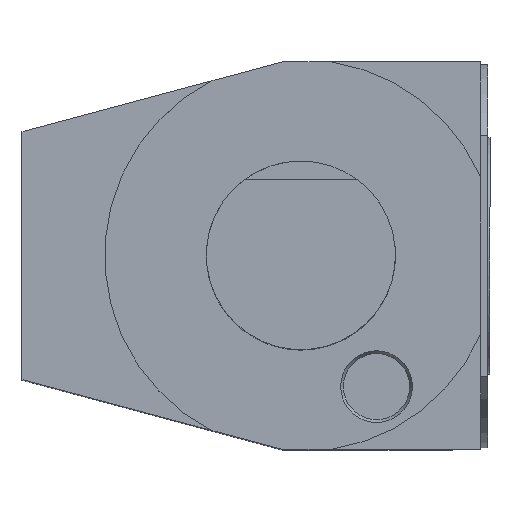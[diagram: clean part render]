
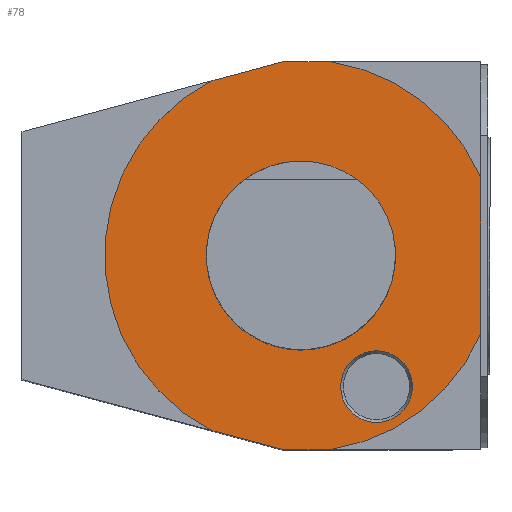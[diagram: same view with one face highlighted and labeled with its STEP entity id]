
A CAD part, top view. The second image highlights one B-rep face of the part: STEP entity #78.
In plain terms, the highlighted planar face has unit normal (0, 0, 1).
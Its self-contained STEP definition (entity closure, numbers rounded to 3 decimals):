
#78=ADVANCED_FACE('',(#248,#249,#250),#117,.F.);
#117=PLANE('',#695);
#140=LINE('',#970,#194);
#141=LINE('',#973,#195);
#142=LINE('',#977,#196);
#143=LINE('',#981,#197);
#144=LINE('',#983,#198);
#194=VECTOR('',#772,1.);
#195=VECTOR('',#773,1.);
#196=VECTOR('',#776,1.);
#197=VECTOR('',#779,1.);
#198=VECTOR('',#780,1.);
#248=FACE_BOUND('',#269,.T.);
#249=FACE_BOUND('',#270,.T.);
#250=FACE_BOUND('',#271,.T.);
#269=EDGE_LOOP('',(#319));
#270=EDGE_LOOP('',(#320));
#271=EDGE_LOOP('',(#321,#322,#323,#324,#325,#326,#327,#328));
#319=ORIENTED_EDGE('',*,*,#551,.F.);
#320=ORIENTED_EDGE('',*,*,#552,.T.);
#321=ORIENTED_EDGE('',*,*,#553,.F.);
#322=ORIENTED_EDGE('',*,*,#554,.F.);
#323=ORIENTED_EDGE('',*,*,#555,.T.);
#324=ORIENTED_EDGE('',*,*,#556,.F.);
#325=ORIENTED_EDGE('',*,*,#557,.T.);
#326=ORIENTED_EDGE('',*,*,#558,.T.);
#327=ORIENTED_EDGE('',*,*,#559,.F.);
#328=ORIENTED_EDGE('',*,*,#560,.T.);
#491=VERTEX_POINT('',#967);
#492=VERTEX_POINT('',#969);
#493=VERTEX_POINT('',#971);
#494=VERTEX_POINT('',#972);
#495=VERTEX_POINT('',#974);
#496=VERTEX_POINT('',#976);
#497=VERTEX_POINT('',#978);
#498=VERTEX_POINT('',#980);
#499=VERTEX_POINT('',#982);
#500=VERTEX_POINT('',#984);
#551=EDGE_CURVE('',#491,#491,#637,.T.);
#552=EDGE_CURVE('',#492,#492,#638,.T.);
#553=EDGE_CURVE('',#493,#494,#140,.T.);
#554=EDGE_CURVE('',#495,#493,#141,.T.);
#555=EDGE_CURVE('',#495,#496,#639,.T.);
#556=EDGE_CURVE('',#497,#496,#142,.T.);
#557=EDGE_CURVE('',#497,#498,#640,.T.);
#558=EDGE_CURVE('',#498,#499,#143,.T.);
#559=EDGE_CURVE('',#500,#499,#144,.T.);
#560=EDGE_CURVE('',#500,#494,#641,.T.);
#637=CIRCLE('',#690,7.584);
#638=CIRCLE('',#691,19.996);
#639=CIRCLE('',#692,41.5);
#640=CIRCLE('',#693,41.5);
#641=CIRCLE('',#694,41.5);
#690=AXIS2_PLACEMENT_3D('',#966,#768,#769);
#691=AXIS2_PLACEMENT_3D('',#968,#770,#771);
#692=AXIS2_PLACEMENT_3D('',#975,#774,#775);
#693=AXIS2_PLACEMENT_3D('',#979,#777,#778);
#694=AXIS2_PLACEMENT_3D('',#985,#781,#782);
#695=AXIS2_PLACEMENT_3D('',#986,#783,#784);
#768=DIRECTION('',(0.,0.,1.));
#769=DIRECTION('',(1.,0.,0.));
#770=DIRECTION('',(0.,0.,-1.));
#771=DIRECTION('',(0.,-1.,0.));
#772=DIRECTION('',(-0.966,0.259,0.));
#773=DIRECTION('',(-1.,0.,0.));
#774=DIRECTION('',(0.,0.,1.));
#775=DIRECTION('',(0.,1.,0.));
#776=DIRECTION('',(0.,-1.,0.));
#777=DIRECTION('',(0.,0.,1.));
#778=DIRECTION('',(0.,1.,0.));
#779=DIRECTION('',(-1.,0.,0.));
#780=DIRECTION('',(0.966,0.259,0.));
#781=DIRECTION('',(0.,0.,1.));
#782=DIRECTION('',(0.,1.,0.));
#783=DIRECTION('',(0.,0.,-1.));
#784=DIRECTION('',(0.,1.,0.));
#966=CARTESIAN_POINT('',(16.,-27.713,0.));
#967=CARTESIAN_POINT('',(23.584,-27.713,0.));
#968=CARTESIAN_POINT('',(0.,0.,0.));
#969=CARTESIAN_POINT('',(0.,-19.996,0.));
#970=CARTESIAN_POINT('',(-20.883,-36.437,0.));
#971=CARTESIAN_POINT('',(-3.852,-41.,0.));
#972=CARTESIAN_POINT('',(-18.811,-36.992,0.));
#973=CARTESIAN_POINT('',(0.,-41.,0.));
#974=CARTESIAN_POINT('',(6.423,-41.,0.));
#975=CARTESIAN_POINT('',(0.,0.,0.));
#976=CARTESIAN_POINT('',(38.,-16.681,0.));
#977=CARTESIAN_POINT('',(38.,41.5,0.));
#978=CARTESIAN_POINT('',(38.,16.681,0.));
#979=CARTESIAN_POINT('',(0.,0.,0.));
#980=CARTESIAN_POINT('',(6.423,41.,0.));
#981=CARTESIAN_POINT('',(0.,41.,0.));
#982=CARTESIAN_POINT('',(-3.852,41.,0.));
#983=CARTESIAN_POINT('',(-0.133,41.997,0.));
#984=CARTESIAN_POINT('',(-18.811,36.992,0.));
#985=CARTESIAN_POINT('',(0.,0.,0.));
#986=CARTESIAN_POINT('',(0.,41.5,0.));
